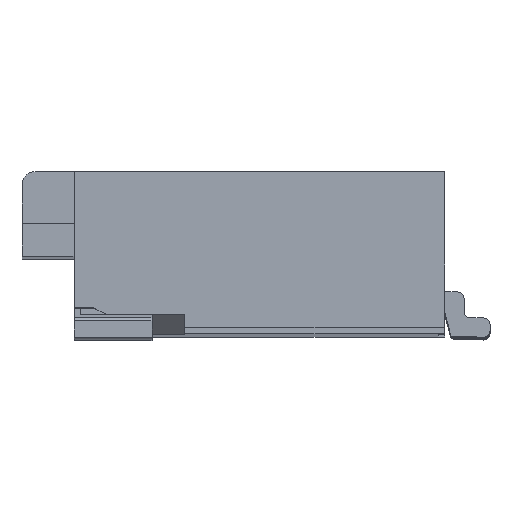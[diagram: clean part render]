
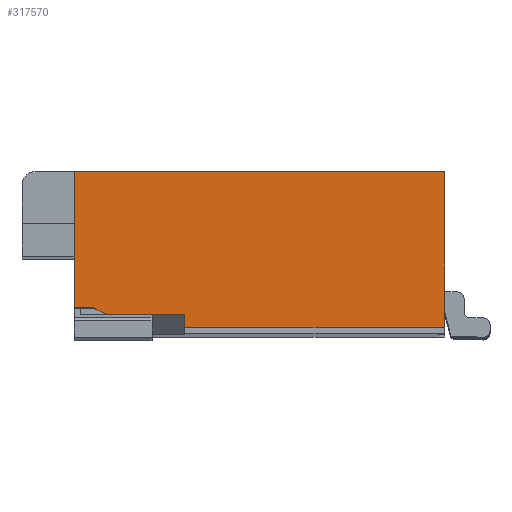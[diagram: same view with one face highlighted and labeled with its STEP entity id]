
A CAD part, top view. The second image highlights one B-rep face of the part: STEP entity #317570.
In plain terms, the highlighted planar face has unit normal (0, 0, 1).
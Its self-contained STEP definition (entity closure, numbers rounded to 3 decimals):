
#97800=CARTESIAN_POINT('',(5.7,0.1,9.845));
#97810=VERTEX_POINT('',#97800);
#97840=CARTESIAN_POINT('',(5.7,0.,9.845));
#97850=DIRECTION('',(0.,-1.,0.));
#97860=VECTOR('',#97850,1.);
#97870=LINE('',#97840,#97860);
#97880=CARTESIAN_POINT('',(5.7,2.5,9.845));
#97890=VERTEX_POINT('',#97880);
#97900=EDGE_CURVE('',#97890,#97810,#97870,.T.);
#316950=CARTESIAN_POINT('',(2.916,1.69,9.845));
#316960=DIRECTION('',(0.,0.,1.));
#316970=DIRECTION('',(1.,0.,0.));
#316980=AXIS2_PLACEMENT_3D('',#316950,#316960,#316970);
#316990=PLANE('',#316980);
#317000=CARTESIAN_POINT('',(0.,0.1,9.845));
#317010=DIRECTION('',(1.,0.,0.));
#317020=VECTOR('',#317010,1.);
#317030=LINE('',#317000,#317020);
#317040=CARTESIAN_POINT('',(1.7,0.1,9.845));
#317050=VERTEX_POINT('',#317040);
#317060=EDGE_CURVE('',#317050,#97810,#317030,.T.);
#317070=ORIENTED_EDGE('',*,*,#317060,.T.);
#317080=CARTESIAN_POINT('',(1.7,0.,9.845));
#317090=DIRECTION('',(0.,-1.,0.));
#317100=VECTOR('',#317090,1.);
#317110=LINE('',#317080,#317100);
#317120=CARTESIAN_POINT('',(1.7,0.3,9.845));
#317130=VERTEX_POINT('',#317120);
#317140=EDGE_CURVE('',#317130,#317050,#317110,.T.);
#317150=ORIENTED_EDGE('',*,*,#317140,.T.);
#317160=CARTESIAN_POINT('',(0.,0.3,9.845));
#317170=DIRECTION('',(-1.,0.,0.));
#317180=VECTOR('',#317170,1.);
#317190=LINE('',#317160,#317180);
#317200=CARTESIAN_POINT('',(0.5,0.3,9.845));
#317210=VERTEX_POINT('',#317200);
#317220=EDGE_CURVE('',#317130,#317210,#317190,.T.);
#317230=ORIENTED_EDGE('',*,*,#317220,.F.);
#317240=CARTESIAN_POINT('',(0.,0.55,9.845));
#317250=DIRECTION('',(0.894,-0.447,0.));
#317260=VECTOR('',#317250,1.);
#317270=LINE('',#317240,#317260);
#317280=CARTESIAN_POINT('',(0.3,0.4,9.845));
#317290=VERTEX_POINT('',#317280);
#317300=EDGE_CURVE('',#317290,#317210,#317270,.T.);
#317310=ORIENTED_EDGE('',*,*,#317300,.T.);
#317320=CARTESIAN_POINT('',(0.,0.4,9.845));
#317330=DIRECTION('',(-1.,0.,0.));
#317340=VECTOR('',#317330,1.);
#317350=LINE('',#317320,#317340);
#317360=CARTESIAN_POINT('',(0.,0.4,9.845));
#317370=VERTEX_POINT('',#317360);
#317380=EDGE_CURVE('',#317290,#317370,#317350,.T.);
#317390=ORIENTED_EDGE('',*,*,#317380,.F.);
#317400=CARTESIAN_POINT('',(0.,0.,9.845));
#317410=DIRECTION('',(0.,1.,0.));
#317420=VECTOR('',#317410,1.);
#317430=LINE('',#317400,#317420);
#317440=CARTESIAN_POINT('',(0.,2.5,9.845));
#317450=VERTEX_POINT('',#317440);
#317460=EDGE_CURVE('',#317370,#317450,#317430,.T.);
#317470=ORIENTED_EDGE('',*,*,#317460,.F.);
#317480=CARTESIAN_POINT('',(0.,2.5,9.845));
#317490=DIRECTION('',(-1.,0.,0.));
#317500=VECTOR('',#317490,1.);
#317510=LINE('',#317480,#317500);
#317520=EDGE_CURVE('',#97890,#317450,#317510,.T.);
#317530=ORIENTED_EDGE('',*,*,#317520,.T.);
#317540=ORIENTED_EDGE('',*,*,#97900,.F.);
#317550=EDGE_LOOP('',(#317540,#317530,#317470,#317390,#317310,#317230,
#317150,#317070));
#317560=FACE_OUTER_BOUND('',#317550,.T.);
#317570=ADVANCED_FACE('',(#317560),#316990,.T.);
